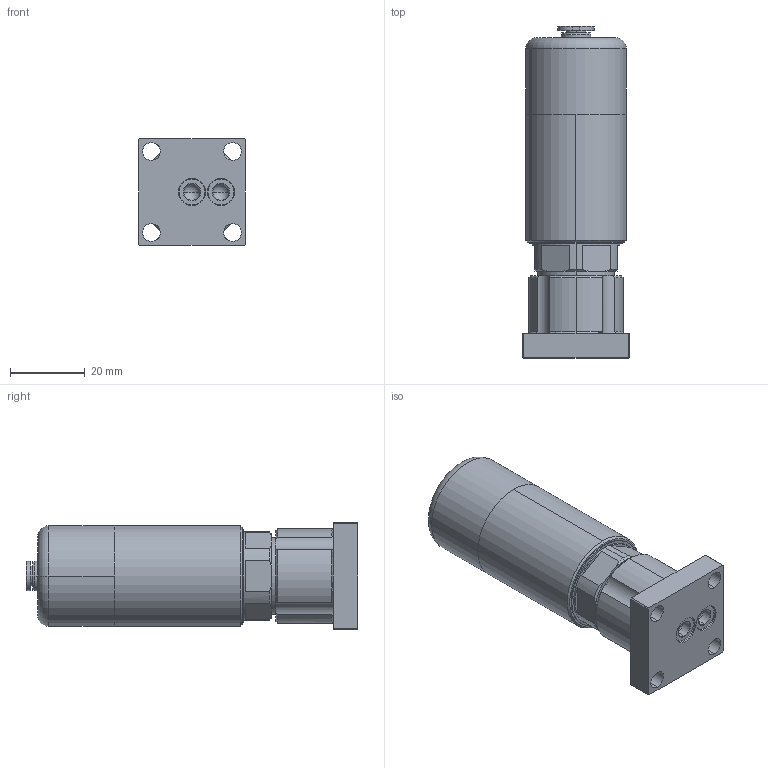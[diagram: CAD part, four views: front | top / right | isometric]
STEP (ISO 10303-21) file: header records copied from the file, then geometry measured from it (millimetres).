
FILE_DESCRIPTION (( 'STEP AP214' ), '1' );
FILE_NAME ('100000000527.STEP', '2025-11-04T06:29:01', ( 'Microsoft' ), ( 'Microsoft' ), 'SwSTEP 2.0', 'SolidWorks 2025', '' );
FILE_SCHEMA (( 'AUTOMOTIVE_DESIGN' ));
Length unit declared in the file: millimetre
Products named in the file (1): 100000000527
Bounding box: 28.6 x 88.9 x 28.6 mm (x, y, z)
Volume: 49828.8 mm3; surface area: 11116.5 mm2
Topology: 2 solids, 2 shells, 129 faces, 323 edges, 208 vertices
Faces by surface type: cylinder 49, plane 41, cone 18, torus 17, sphere 4
Entity records: 4052 total; most frequent: CARTESIAN_POINT 840, DIRECTION 712, ORIENTED_EDGE 638, EDGE_CURVE 319, AXIS2_PLACEMENT_3D 296, VERTEX_POINT 208, CIRCLE 166, EDGE_LOOP 151
